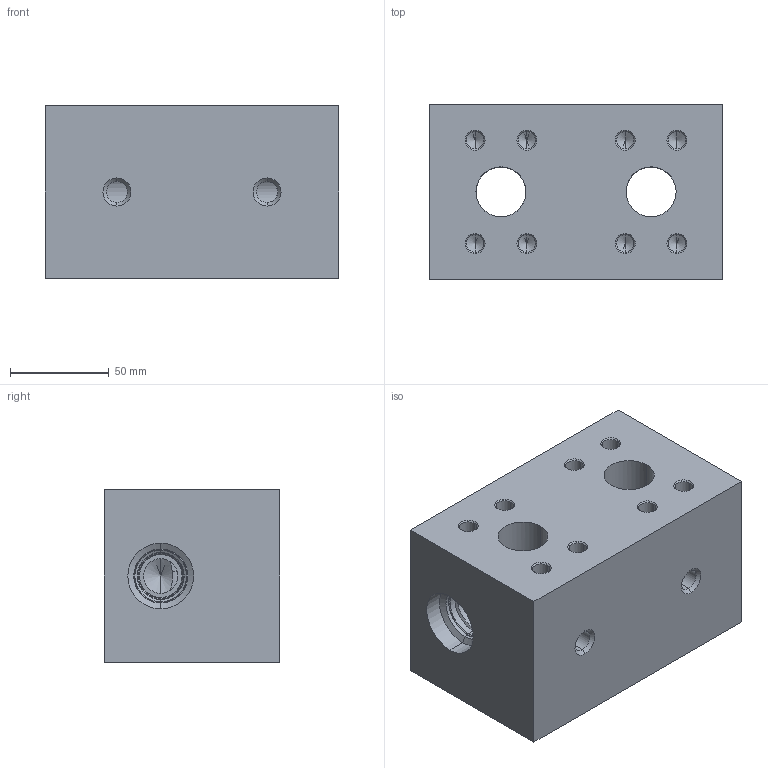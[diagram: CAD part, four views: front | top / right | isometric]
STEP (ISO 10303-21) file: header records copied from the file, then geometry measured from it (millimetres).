
FILE_DESCRIPTION((''),'2;1');
FILE_NAME('YCP_ASM','2022-11-02T',('ProEService'),(''),'PRO/ENGINEER BY PARAMETRIC TECHNOLOGY CORPORATION, 2014200','PRO/ENGINEER BY PARAMETRIC TECHNOLOGY CORPORATION, 2014200','');
FILE_SCHEMA(('CONFIG_CONTROL_DESIGN'));
Length unit declared in the file: inch
Products named in the file (2): 150-744; YCP_ASM
Assembly tree (1 placements, depth 2):
  YCP_ASM
    150-744
Bounding box: 149.22 x 88.9 x 87.33 mm (x, y, z)
Volume: 952534.4 mm3; surface area: 105308.7 mm2
Topology: 1 solids, 1 shells, 182 faces, 739 edges, 660 vertices
Faces by surface type: cone 100, cylinder 68, plane 10, torus 4
Entity records: 7777 total; most frequent: CARTESIAN_POINT 1912, DIRECTION 1286, ORIENTED_EDGE 928, EDGE_CURVE 464, VECTOR 440, LINE 440, AXIS2_PLACEMENT_3D 423, VERTEX_POINT 299
